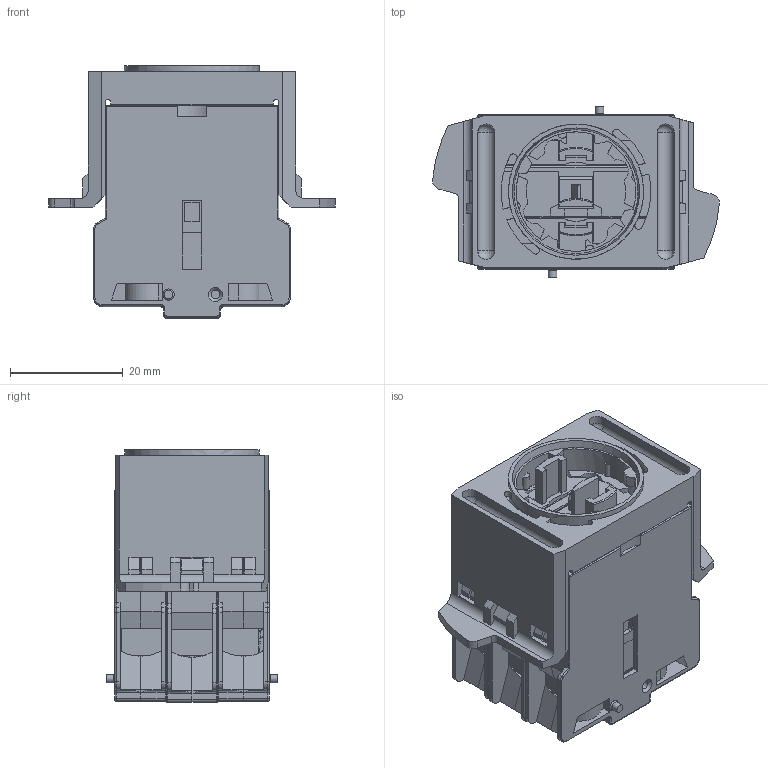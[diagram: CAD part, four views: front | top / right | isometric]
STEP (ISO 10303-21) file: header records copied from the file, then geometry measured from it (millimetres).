
FILE_DESCRIPTION(/* description */ (''),/* implementation_level */ '2;1');
FILE_NAME(/* name */ 'MHW3I_ipt.stp',/* time_stamp */ '2016-03-04T10:54:13+01:00',/* author */ ('thagel'),/* organization */ (''),/* preprocessor_version */ 'ST-DEVELOPER v15.2',/* originating_system */ 'Autodesk Inventor 2014',/* authorisation */ '');
FILE_SCHEMA (('AUTOMOTIVE_DESIGN { 1 0 10303 214 3 1 1 }'));
Products named in the file (1): 3D-Zeichnungen vereinfacht für Kunden
Bounding box: 50.83 x 30.3 x 44.75 mm (x, y, z)
Volume: 31641.5 mm3; surface area: 21274.8 mm2
Topology: 1 solids, 16 shells, 1763 faces, 4937 edges, 3151 vertices
Faces by surface type: plane 1244, cylinder 421, torus 53, cone 36, bspline 5, sphere 4
Full cylindrical faces by diameter (mm): 1.5 x12, 21.2 x1, 23.8 x1, 23.95 x1
Entity records: 56935 total; most frequent: CARTESIAN_POINT 11255, ORIENTED_EDGE 9776, DIRECTION 9232, EDGE_CURVE 4885, LINE 3810, VECTOR 3810, VERTEX_POINT 3138, AXIS2_PLACEMENT_3D 2711
